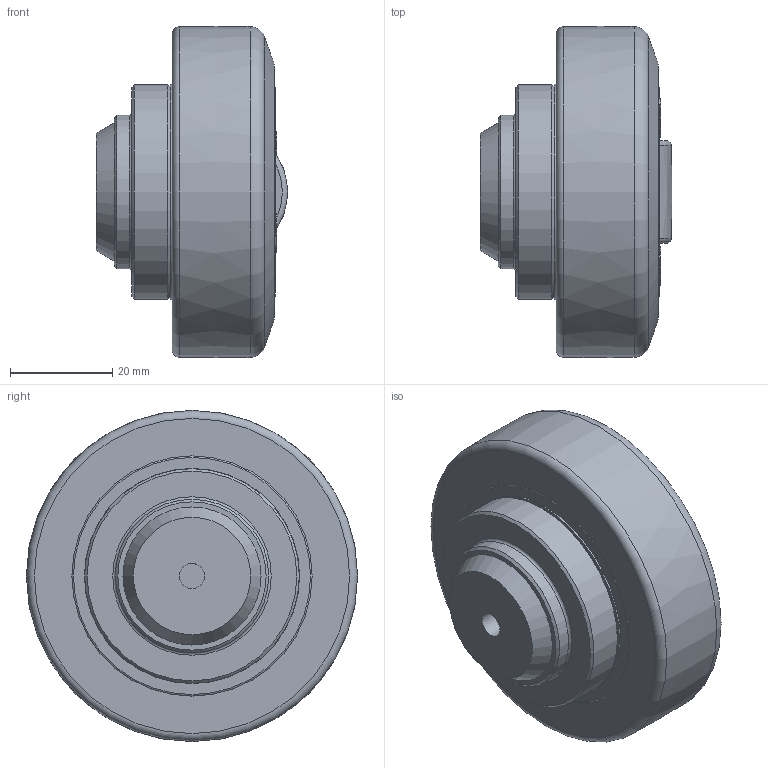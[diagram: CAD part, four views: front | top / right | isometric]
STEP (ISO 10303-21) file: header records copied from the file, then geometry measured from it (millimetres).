
FILE_DESCRIPTION(/* description */ ('-','CAx-IF Rec.Pracs.---Representation and Presentation of Product Manufacturing Information (PMI)---4.0---2014-10-13'),/* implementation_level */ '2;1');
FILE_NAME(/* name */ '79b05e9d-1128-4113-a11d-24a73e113674.stp',/* time_stamp */ '2020-06-23T16:44:48+02:00',/* author */ ('-'),/* organization */ ('NTI CADcenter A/S'),/* preprocessor_version */ 'ST-DEVELOPER v18',/* originating_system */ 'Autodesk Inventor 2020',/* authorisation */ '-');
FILE_SCHEMA (('AP242_MANAGED_MODEL_BASED_3D_ENGINEERING_MIM_LF { 1 0 10303 442 1 1 4 }'));
Length unit declared in the file: millimetre
Products named in the file (1): PT060.0260_Kontur
Bounding box: 37.5 x 64.8 x 64.79 mm (x, y, z)
Volume: 66658.6 mm3; surface area: 27712.8 mm2
Topology: 2 solids, 2 shells, 140 faces, 394 edges, 273 vertices
Faces by surface type: plane 53, cylinder 50, torus 19, cone 16, bspline 2
Full cylindrical faces by diameter (mm): 2 x1, 2.5 x2, 3 x1, 4 x2, 4.3 x2, 4.917 x1, 7.53 x2, 11 x1, 15 x1, 18.4 x2, 30 x1, 38 x2, 41.5 x1, 42 x2, 42.1 x3, 42.971 x2, 45 x1, 45.5 x1, 47 x4, 50 x1
Entity records: 5269 total; most frequent: CARTESIAN_POINT 1301, DIRECTION 832, ORIENTED_EDGE 782, EDGE_CURVE 391, AXIS2_PLACEMENT_3D 357, VERTEX_POINT 273, CIRCLE 215, EDGE_LOOP 174
